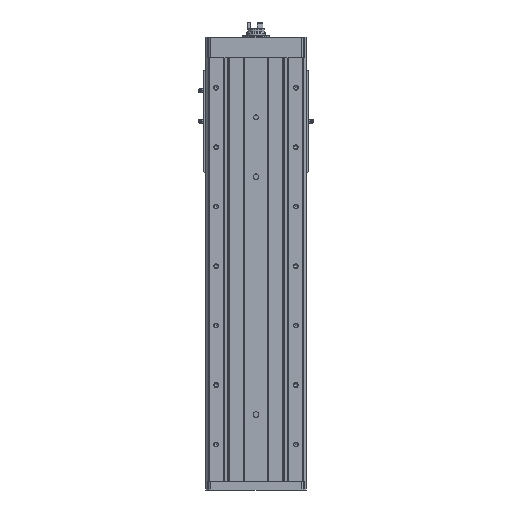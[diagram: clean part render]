
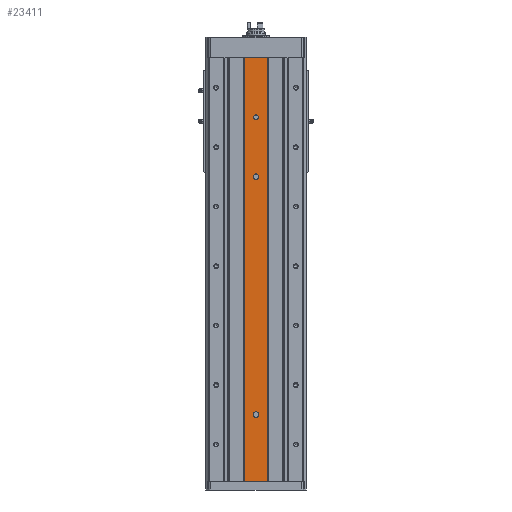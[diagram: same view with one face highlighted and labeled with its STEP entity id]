
A CAD part, front view. The second image highlights one B-rep face of the part: STEP entity #23411.
In plain terms, the highlighted planar face has unit normal (0, -1, 0).
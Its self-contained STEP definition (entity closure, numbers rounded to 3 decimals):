
#252=PLANE('',#24902);
#857=LINE('',#34096,#2251);
#939=LINE('',#34361,#2333);
#1078=LINE('',#34755,#2472);
#1079=LINE('',#34760,#2473);
#1080=LINE('',#34764,#2474);
#1081=LINE('',#34768,#2475);
#1082=LINE('',#34772,#2476);
#1083=LINE('',#34775,#2477);
#2251=VECTOR('',#27559,1000.);
#2333=VECTOR('',#27777,1000.);
#2472=VECTOR('',#28218,1000.);
#2473=VECTOR('',#28223,1000.);
#2474=VECTOR('',#28226,1000.);
#2475=VECTOR('',#28229,1000.);
#2476=VECTOR('',#28232,1000.);
#2477=VECTOR('',#28235,1000.);
#5047=ORIENTED_EDGE('',*,*,#10327,.T.);
#5048=ORIENTED_EDGE('',*,*,#10328,.T.);
#5049=ORIENTED_EDGE('',*,*,#10329,.T.);
#5050=ORIENTED_EDGE('',*,*,#10330,.T.);
#5051=ORIENTED_EDGE('',*,*,#10331,.T.);
#5052=ORIENTED_EDGE('',*,*,#10332,.T.);
#5053=ORIENTED_EDGE('',*,*,#10333,.T.);
#5054=ORIENTED_EDGE('',*,*,#10334,.T.);
#5055=ORIENTED_EDGE('',*,*,#10335,.F.);
#5056=ORIENTED_EDGE('',*,*,#10118,.F.);
#5057=ORIENTED_EDGE('',*,*,#10326,.F.);
#5058=ORIENTED_EDGE('',*,*,#9981,.T.);
#5059=ORIENTED_EDGE('',*,*,#10336,.T.);
#9981=EDGE_CURVE('',#12703,#12702,#857,.T.);
#10118=EDGE_CURVE('',#12817,#12818,#939,.T.);
#10326=EDGE_CURVE('',#12703,#12817,#1078,.T.);
#10327=EDGE_CURVE('',#12922,#12923,#14571,.F.);
#10328=EDGE_CURVE('',#12923,#12924,#1079,.T.);
#10329=EDGE_CURVE('',#12924,#12925,#14572,.F.);
#10330=EDGE_CURVE('',#12925,#12922,#1080,.T.);
#10331=EDGE_CURVE('',#12926,#12927,#14573,.F.);
#10332=EDGE_CURVE('',#12927,#12928,#1081,.T.);
#10333=EDGE_CURVE('',#12928,#12929,#14574,.F.);
#10334=EDGE_CURVE('',#12929,#12926,#1082,.T.);
#10335=EDGE_CURVE('',#12930,#12930,#14575,.T.);
#10336=EDGE_CURVE('',#12702,#12818,#1083,.T.);
#12702=VERTEX_POINT('',#34095);
#12703=VERTEX_POINT('',#34097);
#12817=VERTEX_POINT('',#34360);
#12818=VERTEX_POINT('',#34362);
#12922=VERTEX_POINT('',#34758);
#12923=VERTEX_POINT('',#34759);
#12924=VERTEX_POINT('',#34761);
#12925=VERTEX_POINT('',#34763);
#12926=VERTEX_POINT('',#34766);
#12927=VERTEX_POINT('',#34767);
#12928=VERTEX_POINT('',#34769);
#12929=VERTEX_POINT('',#34771);
#12930=VERTEX_POINT('',#34774);
#14571=CIRCLE('',#24903,4.);
#14572=CIRCLE('',#24904,4.);
#14573=CIRCLE('',#24905,4.);
#14574=CIRCLE('',#24906,4.);
#14575=CIRCLE('',#24907,4.3);
#15707=EDGE_LOOP('',(#5047,#5048,#5049,#5050));
#15708=EDGE_LOOP('',(#5051,#5052,#5053,#5054));
#15709=EDGE_LOOP('',(#5055));
#15710=EDGE_LOOP('',(#5056,#5057,#5058,#5059));
#17235=FACE_BOUND('',#15707,.T.);
#17236=FACE_BOUND('',#15708,.T.);
#17237=FACE_BOUND('',#15709,.T.);
#17238=FACE_BOUND('',#15710,.T.);
#23411=ADVANCED_FACE('',(#17235,#17236,#17237,#17238),#252,.T.);
#24902=AXIS2_PLACEMENT_3D('',#34756,#28219,#28220);
#24903=AXIS2_PLACEMENT_3D('',#34757,#28221,#28222);
#24904=AXIS2_PLACEMENT_3D('',#34762,#28224,#28225);
#24905=AXIS2_PLACEMENT_3D('',#34765,#28227,#28228);
#24906=AXIS2_PLACEMENT_3D('',#34770,#28230,#28231);
#24907=AXIS2_PLACEMENT_3D('',#34773,#28233,#28234);
#27559=DIRECTION('',(1.,0.,0.));
#27777=DIRECTION('',(1.,0.,0.));
#28218=DIRECTION('',(0.,0.,1.));
#28219=DIRECTION('',(0.,-1.,0.));
#28220=DIRECTION('',(0.,0.,-1.));
#28221=DIRECTION('',(0.,-1.,0.));
#28222=DIRECTION('',(0.,0.,-1.));
#28223=DIRECTION('',(0.,0.,1.));
#28224=DIRECTION('',(0.,-1.,0.));
#28225=DIRECTION('',(0.,0.,-1.));
#28226=DIRECTION('',(0.,0.,-1.));
#28227=DIRECTION('',(0.,-1.,0.));
#28228=DIRECTION('',(0.,0.,-1.));
#28229=DIRECTION('',(0.,0.,1.));
#28230=DIRECTION('',(0.,-1.,0.));
#28231=DIRECTION('',(0.,0.,-1.));
#28232=DIRECTION('',(0.,0.,-1.));
#28233=DIRECTION('',(0.,-1.,0.));
#28234=DIRECTION('',(0.,0.,-1.));
#28235=DIRECTION('',(0.,0.,1.));
#34095=CARTESIAN_POINT('',(19.379,0.5,-713.));
#34096=CARTESIAN_POINT('',(-19.379,0.5,-713.));
#34097=CARTESIAN_POINT('',(-19.379,0.5,-713.));
#34360=CARTESIAN_POINT('',(-19.379,0.5,0.));
#34361=CARTESIAN_POINT('',(-19.379,0.5,0.));
#34362=CARTESIAN_POINT('',(19.379,0.5,0.));
#34755=CARTESIAN_POINT('',(-19.379,0.5,-713.));
#34756=CARTESIAN_POINT('',(-19.379,0.5,-713.));
#34757=CARTESIAN_POINT('',(0.,0.5,-601.));
#34758=CARTESIAN_POINT('',(4.,0.5,-601.));
#34759=CARTESIAN_POINT('',(-4.,0.5,-601.));
#34760=CARTESIAN_POINT('',(-4.,0.5,-713.));
#34761=CARTESIAN_POINT('',(-4.,0.5,-599.));
#34762=CARTESIAN_POINT('',(0.,0.5,-599.));
#34763=CARTESIAN_POINT('',(4.,0.5,-599.));
#34764=CARTESIAN_POINT('',(4.,0.5,-713.));
#34765=CARTESIAN_POINT('',(0.,0.5,-201.));
#34766=CARTESIAN_POINT('',(4.,0.5,-201.));
#34767=CARTESIAN_POINT('',(-4.,0.5,-201.));
#34768=CARTESIAN_POINT('',(-4.,0.5,-713.));
#34769=CARTESIAN_POINT('',(-4.,0.5,-199.));
#34770=CARTESIAN_POINT('',(0.,0.5,-199.));
#34771=CARTESIAN_POINT('',(4.,0.5,-199.));
#34772=CARTESIAN_POINT('',(4.,0.5,-713.));
#34773=CARTESIAN_POINT('',(0.,0.5,-100.));
#34774=CARTESIAN_POINT('',(0.,0.5,-104.3));
#34775=CARTESIAN_POINT('',(19.379,0.5,-713.));
